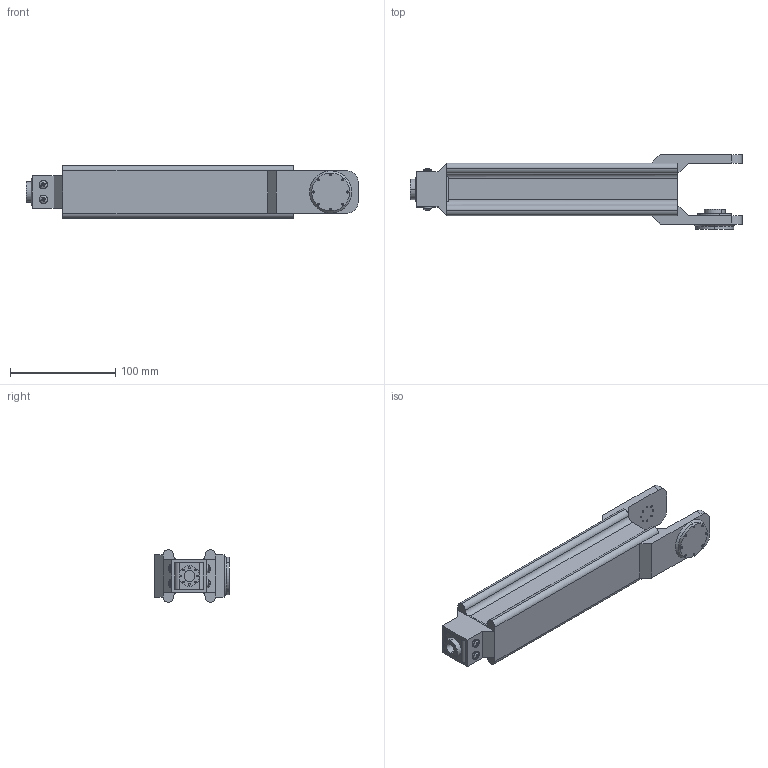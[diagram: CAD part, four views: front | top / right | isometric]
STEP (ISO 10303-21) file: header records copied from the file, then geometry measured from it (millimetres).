
FILE_DESCRIPTION (( 'STEP AP203' ), '1' );
FILE_NAME ('Link4.STEP', '2023-02-04T05:56:08', ( '' ), ( '' ), 'SwSTEP 2.0', 'SolidWorks 2022', '' );
FILE_SCHEMA (( 'CONFIG_CONTROL_DESIGN' ));
Length unit declared in the file: millimetre
Products named in the file (1): Link4
Bounding box: 316 x 71 x 50 mm (x, y, z)
Volume: 493771.7 mm3; surface area: 86389.6 mm2
Topology: 9 solids, 9 shells, 370 faces, 964 edges, 604 vertices
Faces by surface type: cylinder 164, plane 142, torus 30, cone 26, sphere 8
Entity records: 11951 total; most frequent: CARTESIAN_POINT 2339, DIRECTION 2160, ORIENTED_EDGE 1912, EDGE_CURVE 956, AXIS2_PLACEMENT_3D 921, VERTEX_POINT 604, CIRCLE 550, EDGE_LOOP 476
